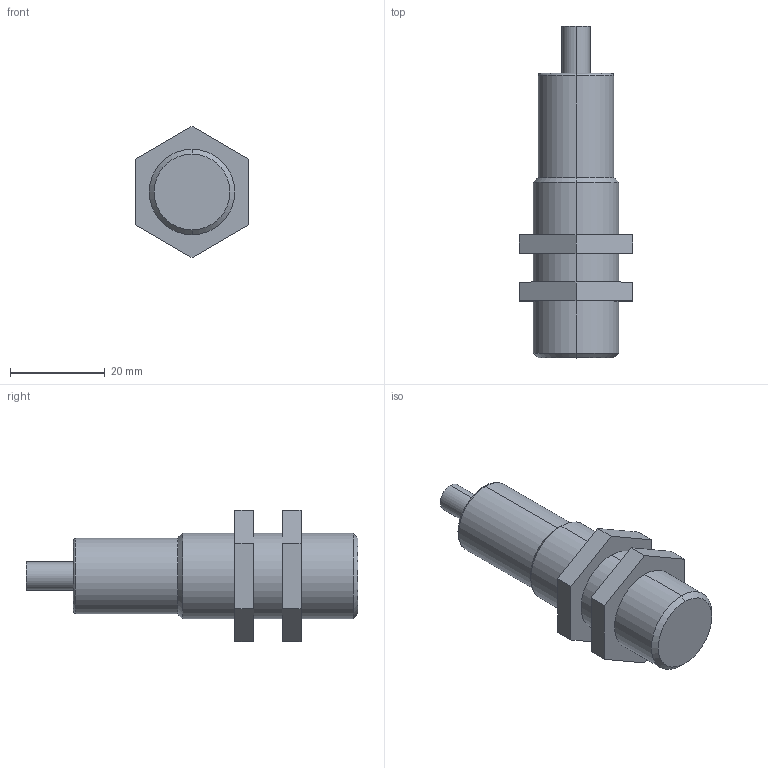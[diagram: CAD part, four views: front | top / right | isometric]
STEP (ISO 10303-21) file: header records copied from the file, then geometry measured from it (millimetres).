
FILE_DESCRIPTION((''),'2;1');
FILE_NAME('OBS4000_F400359A','2006-09-19T',('Pepperl+Fuchs'),('Industriehansa'),'PRO/ENGINEER BY PARAMETRIC TECHNOLOGY CORPORATION, 2005290','PRO/ENGINEER BY PARAMETRIC TECHNOLOGY CORPORATION, 2005290','');
FILE_SCHEMA(('AUTOMOTIVE_DESIGN_CC2 { 1 2 10303 214 -1 1 5 2 }'));
Length unit declared in the file: millimetre
Products named in the file (1): OBS4000_F400359A
Bounding box: 24 x 70 x 27.71 mm (x, y, z)
Volume: 16273.7 mm3; surface area: 5062.5 mm2
Topology: 1 solids, 1 shells, 35 faces, 84 edges, 63 vertices
Faces by surface type: plane 19, cylinder 10, cone 4, torus 2
Entity records: 1387 total; most frequent: DIRECTION 182, CARTESIAN_POINT 169, ORIENTED_EDGE 152, PRESENTATION_STYLE_ASSIGNMENT 96, STYLED_ITEM 93, CURVE_STYLE 87, EDGE_CURVE 76, AXIS2_PLACEMENT_3D 62
